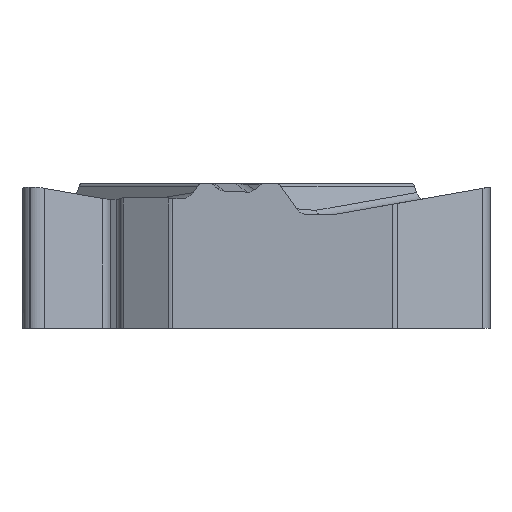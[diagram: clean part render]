
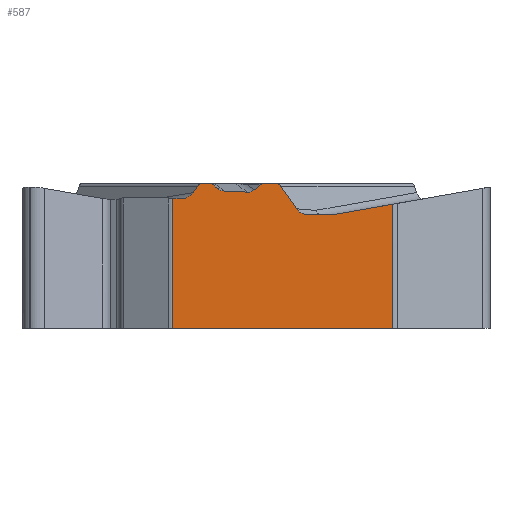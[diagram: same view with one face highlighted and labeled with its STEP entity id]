
A CAD part, left-side view. The second image highlights one B-rep face of the part: STEP entity #587.
In plain terms, the highlighted planar face has unit normal (-1, 0, 0).
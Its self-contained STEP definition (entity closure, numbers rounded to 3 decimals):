
#50=PLANE('',#1982);
#91=FACE_OUTER_BOUND('',#754,.T.);
#190=ELLIPSE('',#1973,0.345,0.33);
#191=ELLIPSE('',#1974,0.396,0.33);
#192=ELLIPSE('',#1975,0.177,0.15);
#193=ELLIPSE('',#1976,0.167,0.15);
#194=ELLIPSE('',#1977,0.314,0.3);
#195=ELLIPSE('',#1978,0.314,0.3);
#196=ELLIPSE('',#1979,0.15,0.15);
#197=ELLIPSE('',#1980,0.17,0.15);
#198=ELLIPSE('',#1981,0.386,0.33);
#256=LINE('',#3067,#421);
#257=LINE('',#3070,#422);
#258=LINE('',#3072,#423);
#259=LINE('',#3076,#424);
#260=LINE('',#3080,#425);
#261=LINE('',#3084,#426);
#262=LINE('',#3088,#427);
#263=LINE('',#3092,#428);
#264=LINE('',#3096,#429);
#265=LINE('',#3100,#430);
#266=LINE('',#3104,#431);
#267=LINE('',#3108,#432);
#268=LINE('',#3110,#433);
#421=VECTOR('',#2191,1.);
#422=VECTOR('',#2192,1.);
#423=VECTOR('',#2193,1.);
#424=VECTOR('',#2196,1.);
#425=VECTOR('',#2199,1.);
#426=VECTOR('',#2202,1.);
#427=VECTOR('',#2205,1.);
#428=VECTOR('',#2208,1.);
#429=VECTOR('',#2211,1.);
#430=VECTOR('',#2214,1.);
#431=VECTOR('',#2217,1.);
#432=VECTOR('',#2220,1.);
#433=VECTOR('',#2221,1.);
#587=ADVANCED_FACE('',(#91),#50,.F.);
#754=EDGE_LOOP('',(#865,#866,#867,#868,#869,#870,#871,#872,#873,#874,#875,
#876,#877,#878,#879,#880,#881,#882,#883,#884,#885,#886));
#865=ORIENTED_EDGE('',*,*,#1609,.F.);
#866=ORIENTED_EDGE('',*,*,#1610,.T.);
#867=ORIENTED_EDGE('',*,*,#1611,.T.);
#868=ORIENTED_EDGE('',*,*,#1612,.T.);
#869=ORIENTED_EDGE('',*,*,#1613,.F.);
#870=ORIENTED_EDGE('',*,*,#1614,.T.);
#871=ORIENTED_EDGE('',*,*,#1615,.T.);
#872=ORIENTED_EDGE('',*,*,#1616,.F.);
#873=ORIENTED_EDGE('',*,*,#1617,.F.);
#874=ORIENTED_EDGE('',*,*,#1618,.F.);
#875=ORIENTED_EDGE('',*,*,#1619,.T.);
#876=ORIENTED_EDGE('',*,*,#1620,.T.);
#877=ORIENTED_EDGE('',*,*,#1621,.T.);
#878=ORIENTED_EDGE('',*,*,#1622,.T.);
#879=ORIENTED_EDGE('',*,*,#1623,.T.);
#880=ORIENTED_EDGE('',*,*,#1624,.F.);
#881=ORIENTED_EDGE('',*,*,#1625,.F.);
#882=ORIENTED_EDGE('',*,*,#1626,.F.);
#883=ORIENTED_EDGE('',*,*,#1627,.T.);
#884=ORIENTED_EDGE('',*,*,#1628,.T.);
#885=ORIENTED_EDGE('',*,*,#1629,.T.);
#886=ORIENTED_EDGE('',*,*,#1630,.T.);
#1427=VERTEX_POINT('',#3068);
#1428=VERTEX_POINT('',#3069);
#1429=VERTEX_POINT('',#3071);
#1430=VERTEX_POINT('',#3073);
#1431=VERTEX_POINT('',#3075);
#1432=VERTEX_POINT('',#3077);
#1433=VERTEX_POINT('',#3079);
#1434=VERTEX_POINT('',#3081);
#1435=VERTEX_POINT('',#3083);
#1436=VERTEX_POINT('',#3085);
#1437=VERTEX_POINT('',#3087);
#1438=VERTEX_POINT('',#3089);
#1439=VERTEX_POINT('',#3091);
#1440=VERTEX_POINT('',#3093);
#1441=VERTEX_POINT('',#3095);
#1442=VERTEX_POINT('',#3097);
#1443=VERTEX_POINT('',#3099);
#1444=VERTEX_POINT('',#3101);
#1445=VERTEX_POINT('',#3103);
#1446=VERTEX_POINT('',#3105);
#1447=VERTEX_POINT('',#3107);
#1448=VERTEX_POINT('',#3109);
#1609=EDGE_CURVE('',#1427,#1428,#256,.T.);
#1610=EDGE_CURVE('',#1427,#1429,#257,.T.);
#1611=EDGE_CURVE('',#1429,#1430,#258,.T.);
#1612=EDGE_CURVE('',#1430,#1431,#190,.T.);
#1613=EDGE_CURVE('',#1432,#1431,#259,.T.);
#1614=EDGE_CURVE('',#1432,#1433,#191,.T.);
#1615=EDGE_CURVE('',#1433,#1434,#260,.T.);
#1616=EDGE_CURVE('',#1435,#1434,#192,.T.);
#1617=EDGE_CURVE('',#1436,#1435,#261,.T.);
#1618=EDGE_CURVE('',#1437,#1436,#193,.T.);
#1619=EDGE_CURVE('',#1437,#1438,#262,.T.);
#1620=EDGE_CURVE('',#1438,#1439,#194,.T.);
#1621=EDGE_CURVE('',#1439,#1440,#263,.T.);
#1622=EDGE_CURVE('',#1440,#1441,#195,.T.);
#1623=EDGE_CURVE('',#1441,#1442,#264,.T.);
#1624=EDGE_CURVE('',#1443,#1442,#196,.T.);
#1625=EDGE_CURVE('',#1444,#1443,#265,.T.);
#1626=EDGE_CURVE('',#1445,#1444,#197,.T.);
#1627=EDGE_CURVE('',#1445,#1446,#266,.T.);
#1628=EDGE_CURVE('',#1446,#1447,#198,.T.);
#1629=EDGE_CURVE('',#1447,#1448,#267,.T.);
#1630=EDGE_CURVE('',#1448,#1428,#268,.T.);
#1973=AXIS2_PLACEMENT_3D('',#3074,#2194,#2195);
#1974=AXIS2_PLACEMENT_3D('',#3078,#2197,#2198);
#1975=AXIS2_PLACEMENT_3D('',#3082,#2200,#2201);
#1976=AXIS2_PLACEMENT_3D('',#3086,#2203,#2204);
#1977=AXIS2_PLACEMENT_3D('',#3090,#2206,#2207);
#1978=AXIS2_PLACEMENT_3D('',#3094,#2209,#2210);
#1979=AXIS2_PLACEMENT_3D('',#3098,#2212,#2213);
#1980=AXIS2_PLACEMENT_3D('',#3102,#2215,#2216);
#1981=AXIS2_PLACEMENT_3D('',#3106,#2218,#2219);
#1982=AXIS2_PLACEMENT_3D('',#3111,#2222,#2223);
#2191=DIRECTION('',(0.,1.,0.));
#2192=DIRECTION('',(0.,0.,1.));
#2193=DIRECTION('',(0.,0.985,-0.174));
#2194=DIRECTION('',(1.,0.,0.));
#2195=DIRECTION('',(0.,0.985,-0.174));
#2196=DIRECTION('',(0.,-1.,0.));
#2197=DIRECTION('',(1.,0.,0.));
#2198=DIRECTION('',(0.,0.997,0.079));
#2199=DIRECTION('',(0.,0.574,0.819));
#2200=DIRECTION('',(1.,0.,0.));
#2201=DIRECTION('',(0.,1.,0.));
#2202=DIRECTION('',(0.,-1.,0.));
#2203=DIRECTION('',(1.,0.,0.));
#2204=DIRECTION('',(0.,1.,0.));
#2205=DIRECTION('',(0.,0.794,-0.608));
#2206=DIRECTION('',(1.,0.,0.));
#2207=DIRECTION('',(0.,0.808,0.589));
#2208=DIRECTION('',(0.,0.999,0.049));
#2209=DIRECTION('',(1.,0.,0.));
#2210=DIRECTION('',(0.,0.808,0.589));
#2211=DIRECTION('',(0.,0.757,0.653));
#2212=DIRECTION('',(1.,0.,0.));
#2213=DIRECTION('',(0.,-1.,0.));
#2214=DIRECTION('',(0.,-1.,0.));
#2215=DIRECTION('',(1.,0.,0.));
#2216=DIRECTION('',(0.,1.,0.));
#2217=DIRECTION('',(0.,0.558,-0.83));
#2218=DIRECTION('',(1.,0.,0.));
#2219=DIRECTION('',(0.,-0.986,0.165));
#2220=DIRECTION('',(0.,0.996,0.088));
#2221=DIRECTION('',(0.,0.,-1.));
#2222=DIRECTION('',(1.,0.,0.));
#2223=DIRECTION('',(0.,1.,0.));
#3067=CARTESIAN_POINT('',(-4.763,-7.335,-3.97));
#3068=CARTESIAN_POINT('',(-4.762,-4.168,-3.97));
#3069=CARTESIAN_POINT('',(-4.763,2.016,-3.97));
#3070=CARTESIAN_POINT('',(-4.762,-4.168,0.));
#3071=CARTESIAN_POINT('',(-4.762,-4.168,-0.482));
#3072=CARTESIAN_POINT('',(-4.763,6.906,-2.434));
#3073=CARTESIAN_POINT('',(-4.763,-2.507,-0.775));
#3074=CARTESIAN_POINT('',(-4.763,-2.45,-0.45));
#3075=CARTESIAN_POINT('',(-4.763,-2.445,-0.78));
#3076=CARTESIAN_POINT('',(-4.763,7.335,-0.78));
#3077=CARTESIAN_POINT('',(-4.763,-1.823,-0.78));
#3078=CARTESIAN_POINT('',(-4.763,-1.812,-0.45));
#3079=CARTESIAN_POINT('',(-4.763,-1.472,-0.61));
#3080=CARTESIAN_POINT('',(-4.763,1.712,3.937));
#3081=CARTESIAN_POINT('',(-4.763,-1.026,0.027));
#3082=CARTESIAN_POINT('',(-4.763,-0.874,-0.05));
#3083=CARTESIAN_POINT('',(-4.763,-0.874,0.1));
#3084=CARTESIAN_POINT('',(-4.763,7.335,0.1));
#3085=CARTESIAN_POINT('',(-4.763,-0.581,0.1));
#3086=CARTESIAN_POINT('',(-4.763,-0.581,-0.05));
#3087=CARTESIAN_POINT('',(-4.763,-0.473,0.064));
#3088=CARTESIAN_POINT('',(-4.763,4.479,-3.729));
#3089=CARTESIAN_POINT('',(-4.763,-0.283,-0.081));
#3090=CARTESIAN_POINT('',(-4.763,-0.087,0.163));
#3091=CARTESIAN_POINT('',(-4.763,-0.085,-0.142));
#3092=CARTESIAN_POINT('',(-4.763,-7.311,-0.493));
#3093=CARTESIAN_POINT('',(-4.763,0.564,-0.11));
#3094=CARTESIAN_POINT('',(-4.763,0.562,0.195));
#3095=CARTESIAN_POINT('',(-4.763,0.76,-0.031));
#3096=CARTESIAN_POINT('',(-4.763,-3.863,-4.022));
#3097=CARTESIAN_POINT('',(-4.763,0.87,0.064));
#3098=CARTESIAN_POINT('',(-4.763,0.968,-0.05));
#3099=CARTESIAN_POINT('',(-4.763,0.968,0.1));
#3100=CARTESIAN_POINT('',(-4.763,-7.335,0.1));
#3101=CARTESIAN_POINT('',(-4.763,1.165,0.1));
#3102=CARTESIAN_POINT('',(-4.763,1.165,-0.05));
#3103=CARTESIAN_POINT('',(-4.763,1.311,0.027));
#3104=CARTESIAN_POINT('',(-4.763,-1.369,4.012));
#3105=CARTESIAN_POINT('',(-4.763,1.433,-0.154));
#3106=CARTESIAN_POINT('',(-4.763,1.763,0.001));
#3107=CARTESIAN_POINT('',(-4.763,1.821,-0.329));
#3108=CARTESIAN_POINT('',(-4.763,-7.236,-1.127));
#3109=CARTESIAN_POINT('',(-4.763,2.016,-0.312));
#3110=CARTESIAN_POINT('',(-4.763,2.016,0.));
#3111=CARTESIAN_POINT('',(-4.763,-7.335,0.));
